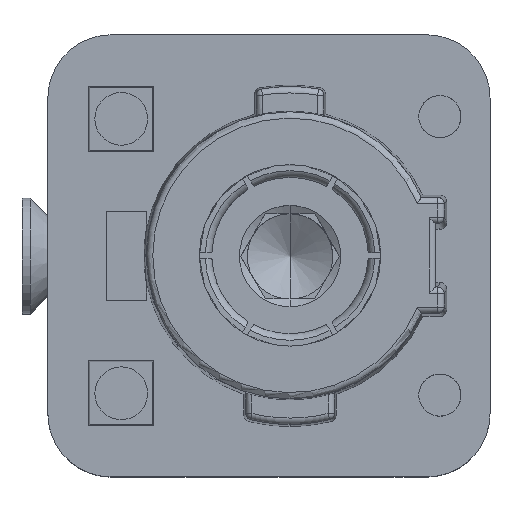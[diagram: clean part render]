
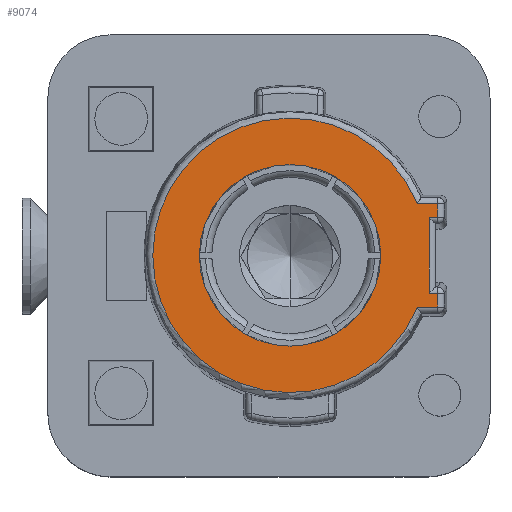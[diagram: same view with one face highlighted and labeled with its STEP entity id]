
A CAD part, top view. The second image highlights one B-rep face of the part: STEP entity #9074.
In plain terms, the highlighted planar face has unit normal (0, 0, 1).
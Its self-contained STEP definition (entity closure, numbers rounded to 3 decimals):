
#2354=DIRECTION('',(0.,1.,0.));
#2355=VECTOR('',#2354,0.658);
#2356=CARTESIAN_POINT('',(8.003,1.795,19.15));
#2357=LINE('',#2356,#2355);
#2362=CARTESIAN_POINT('',(1.,0.,19.15));
#2363=DIRECTION('',(0.,0.,-1.));
#2364=DIRECTION('',(0.926,-0.377,0.));
#2365=AXIS2_PLACEMENT_3D('',#2362,#2363,#2364);
#2367=CARTESIAN_POINT('',(1.,0.,19.15));
#2368=DIRECTION('',(0.,0.,-1.));
#2369=DIRECTION('',(-1.,-0.001,0.));
#2370=AXIS2_PLACEMENT_3D('',#2367,#2368,#2369);
#2372=CARTESIAN_POINT('',(1.,0.,19.15));
#2373=DIRECTION('',(0.,0.,1.));
#2374=DIRECTION('',(1.,0.,0.));
#2375=AXIS2_PLACEMENT_3D('',#2372,#2373,#2374);
#2377=CARTESIAN_POINT('',(1.,0.,19.15));
#2378=DIRECTION('',(0.,0.,1.));
#2379=DIRECTION('',(-1.,0.,0.));
#2380=AXIS2_PLACEMENT_3D('',#2377,#2378,#2379);
#2395=DIRECTION('',(1.,0.,0.));
#2396=VECTOR('',#2395,0.98);
#2397=CARTESIAN_POINT('',(7.022,-2.453,19.15));
#2398=LINE('',#2397,#2396);
#2423=DIRECTION('',(0.,1.,0.));
#2424=VECTOR('',#2423,0.658);
#2425=CARTESIAN_POINT('',(8.003,-2.453,19.15));
#2426=LINE('',#2425,#2424);
#2446=DIRECTION('',(-1.,0.,0.));
#2447=VECTOR('',#2446,0.403);
#2448=CARTESIAN_POINT('',(8.003,-1.795,19.15));
#2449=LINE('',#2448,#2447);
#2467=DIRECTION('',(0.,1.,0.));
#2468=VECTOR('',#2467,3.59);
#2469=CARTESIAN_POINT('',(7.6,-1.795,19.15));
#2470=LINE('',#2469,#2468);
#2496=DIRECTION('',(1.,0.,0.));
#2497=VECTOR('',#2496,0.403);
#2498=CARTESIAN_POINT('',(7.6,1.795,19.15));
#2499=LINE('',#2498,#2497);
#2733=DIRECTION('',(-1.,0.,0.));
#2734=VECTOR('',#2733,0.98);
#2735=CARTESIAN_POINT('',(8.003,2.453,19.15));
#2736=LINE('',#2735,#2734);
#5180=CARTESIAN_POINT('',(5.3,0.,19.15));
#5181=CARTESIAN_POINT('',(-3.3,0.,19.15));
#5182=VERTEX_POINT('',#5180);
#5183=VERTEX_POINT('',#5181);
#5184=CARTESIAN_POINT('',(7.022,-2.453,19.15));
#5185=CARTESIAN_POINT('',(8.003,-2.453,19.15));
#5186=VERTEX_POINT('',#5184);
#5187=VERTEX_POINT('',#5185);
#5188=CARTESIAN_POINT('',(-5.503,-0.006,
19.15));
#5189=VERTEX_POINT('',#5188);
#5190=CARTESIAN_POINT('',(7.022,2.453,19.15));
#5191=VERTEX_POINT('',#5190);
#5192=CARTESIAN_POINT('',(8.003,2.453,19.15));
#5193=VERTEX_POINT('',#5192);
#5194=CARTESIAN_POINT('',(8.003,1.795,19.15));
#5195=VERTEX_POINT('',#5194);
#5196=CARTESIAN_POINT('',(7.6,1.795,19.15));
#5197=VERTEX_POINT('',#5196);
#5198=CARTESIAN_POINT('',(7.6,-1.795,19.15));
#5199=VERTEX_POINT('',#5198);
#5200=CARTESIAN_POINT('',(8.003,-1.795,19.15));
#5201=VERTEX_POINT('',#5200);
#9044=CARTESIAN_POINT('',(1.25,0.,19.15));
#9045=DIRECTION('',(0.,0.,1.));
#9046=DIRECTION('',(-1.,0.,0.));
#9047=AXIS2_PLACEMENT_3D('',#9044,#9045,#9046);
#9048=PLANE('',#9047);
#9050=ORIENTED_EDGE('',*,*,#9049,.F.);
#9052=ORIENTED_EDGE('',*,*,#9051,.T.);
#9054=ORIENTED_EDGE('',*,*,#9053,.T.);
#9056=ORIENTED_EDGE('',*,*,#9055,.F.);
#9057=ORIENTED_EDGE('',*,*,#9034,.F.);
#9059=ORIENTED_EDGE('',*,*,#9058,.F.);
#9061=ORIENTED_EDGE('',*,*,#9060,.F.);
#9063=ORIENTED_EDGE('',*,*,#9062,.F.);
#9065=ORIENTED_EDGE('',*,*,#9064,.F.);
#9066=EDGE_LOOP('',(#9050,#9052,#9054,#9056,#9057,#9059,#9061,#9063,#9065));
#9067=FACE_OUTER_BOUND('',#9066,.F.);
#9069=ORIENTED_EDGE('',*,*,#9068,.T.);
#9071=ORIENTED_EDGE('',*,*,#9070,.T.);
#9072=EDGE_LOOP('',(#9069,#9071));
#9073=FACE_BOUND('',#9072,.F.);
#9074=ADVANCED_FACE('',(#9067,#9073),#9048,.T.);
#2366=CIRCLE('',#2365,6.503);
#2371=CIRCLE('',#2370,6.503);
#2376=CIRCLE('',#2375,4.3);
#2381=CIRCLE('',#2380,4.3);
#9034=EDGE_CURVE('',#5195,#5193,#2357,.T.);
#9049=EDGE_CURVE('',#5186,#5187,#2398,.T.);
#9051=EDGE_CURVE('',#5186,#5189,#2366,.T.);
#9053=EDGE_CURVE('',#5189,#5191,#2371,.T.);
#9055=EDGE_CURVE('',#5193,#5191,#2736,.T.);
#9058=EDGE_CURVE('',#5197,#5195,#2499,.T.);
#9060=EDGE_CURVE('',#5199,#5197,#2470,.T.);
#9062=EDGE_CURVE('',#5201,#5199,#2449,.T.);
#9064=EDGE_CURVE('',#5187,#5201,#2426,.T.);
#9068=EDGE_CURVE('',#5182,#5183,#2376,.T.);
#9070=EDGE_CURVE('',#5183,#5182,#2381,.T.);
